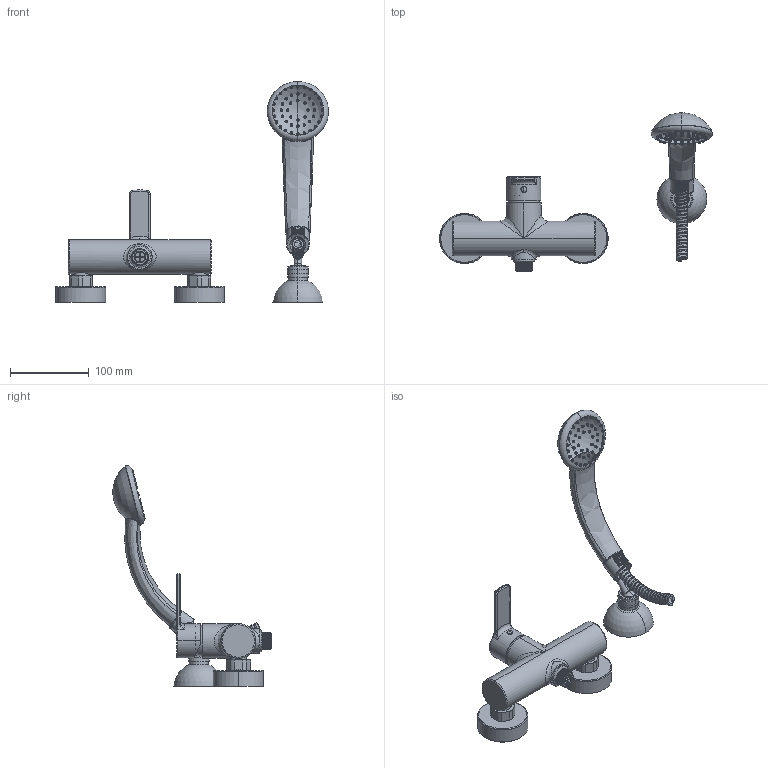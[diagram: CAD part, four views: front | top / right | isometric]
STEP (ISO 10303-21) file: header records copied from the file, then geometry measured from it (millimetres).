
FILE_DESCRIPTION((''),'2;1');
FILE_NAME('RED168DCR','2021-11-08T16:13:04',('ut3'),('PAFFONI SpA'),'CREO PARAMETRIC BY PTC INC, 2020044','CREO PARAMETRIC BY PTC INC, 2020044','');
FILE_SCHEMA(('CONFIG_CONTROL_DESIGN','SHAPE_APPEARANCE_LAYERS_GROUPS'));
Products named in the file (1): RED168DCR
Bounding box: 345.46 x 200.33 x 279.46 mm (x, y, z)
Volume: 407867.2 mm3; surface area: 198436.5 mm2
Topology: 2 solids, 2 shells, 2333 faces, 6155 edges, 3894 vertices
Faces by surface type: plane 1134, cylinder 768, torus 160, bspline 135, cone 93, sphere 43
Entity records: 114081 total; most frequent: CARTESIAN_POINT 34441, ORIENTED_EDGE 12270, DIRECTION 11823, EDGE_CURVE 6135, AXIS2_PLACEMENT_3D 4364, VERTEX_POINT 3892, FILL_AREA_STYLE_COLOUR 3510, FILL_AREA_STYLE 3510
